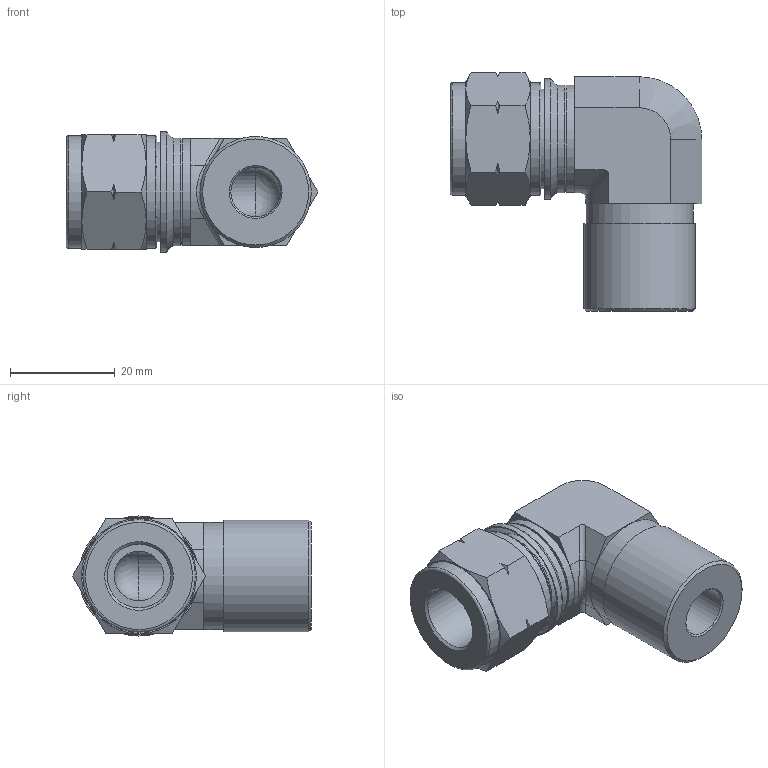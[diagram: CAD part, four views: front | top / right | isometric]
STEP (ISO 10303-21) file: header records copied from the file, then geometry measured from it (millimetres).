
FILE_DESCRIPTION(/* description */ (''),/* implementation_level */ '2;1');
FILE_NAME(/* name */ 'SMPWEI-12M-8P.stp',/* time_stamp */ '2022-05-18T12:07:50+09:00',/* author */ ('user'),/* organization */ (''),/* preprocessor_version */ 'ST-DEVELOPER v18.1',/* originating_system */ 'Autodesk Inventor 2022',/* authorisation */ '');
FILE_SCHEMA (('AUTOMOTIVE_DESIGN { 1 0 10303 214 3 1 1 }'));
Length unit declared in the file: millimetre
Products named in the file (1): SMPWE-12M-8P
Bounding box: 48.15 x 45.7 x 23 mm (x, y, z)
Volume: 19051.5 mm3; surface area: 8443.8 mm2
Topology: 1 solids, 1 shells, 83 faces, 188 edges, 116 vertices
Faces by surface type: cone 34, plane 28, cylinder 17, torus 2, bspline 1, sphere 1
Full cylindrical faces by diameter (mm): 9.5 x2, 12.2 x1, 17.3 x1, 17.7 x1, 19.05 x1, 20.5 x2, 20.6 x1, 21.3 x1, 21.5 x2, 23 x1
Entity records: 2328 total; most frequent: CARTESIAN_POINT 512, DIRECTION 377, ORIENTED_EDGE 374, EDGE_CURVE 187, AXIS2_PLACEMENT_3D 155, VERTEX_POINT 116, EDGE_LOOP 95, FACE_OUTER_BOUND 83
